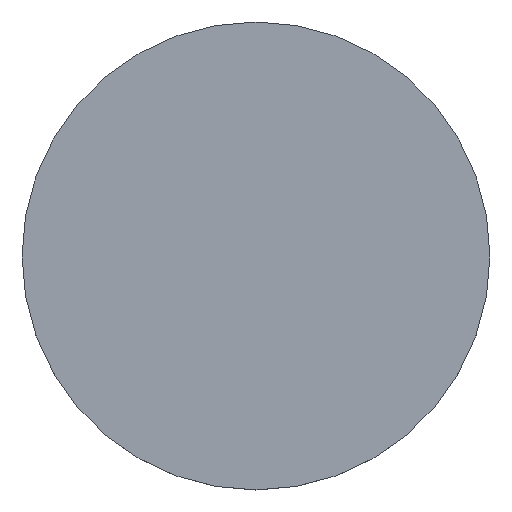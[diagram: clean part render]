
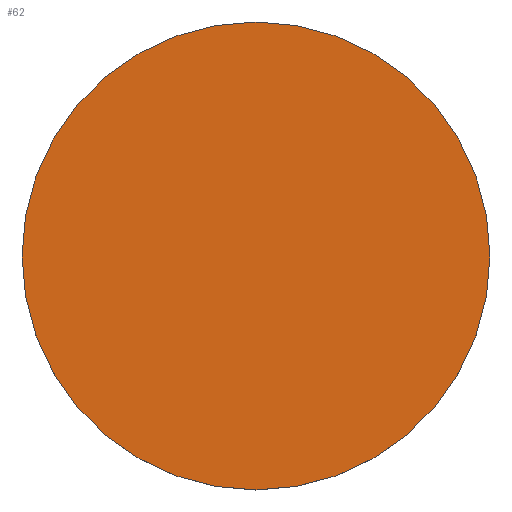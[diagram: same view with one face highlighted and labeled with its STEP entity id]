
A CAD part, top view. The second image highlights one B-rep face of the part: STEP entity #62.
In plain terms, the highlighted planar face has unit normal (0, 0, 1).
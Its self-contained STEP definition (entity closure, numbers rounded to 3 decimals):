
#21 = DIRECTION ( 'NONE',  ( 0., 0., 1. ) ) ;
#23 = CARTESIAN_POINT ( 'NONE',  ( 12.7, 0., 1.52 ) ) ;
#28 = AXIS2_PLACEMENT_3D ( 'NONE', #95, #21, #140 ) ;
#36 = DIRECTION ( 'NONE',  ( 1., 0., 0. ) ) ;
#54 = CARTESIAN_POINT ( 'NONE',  ( 0., 0., 1.52 ) ) ;
#58 = AXIS2_PLACEMENT_3D ( 'NONE', #54, #110, #36 ) ;
#61 = VERTEX_POINT ( 'NONE', #150 ) ;
#62 = ADVANCED_FACE ( 'NONE', ( #165 ), #88, .T. ) ;
#66 = EDGE_LOOP ( 'NONE', ( #87, #70 ) ) ;
#70 = ORIENTED_EDGE ( 'NONE', *, *, #149, .T. ) ;
#73 = DIRECTION ( 'NONE',  ( 1., 0., 0. ) ) ;
#87 = ORIENTED_EDGE ( 'NONE', *, *, #130, .T. ) ;
#88 = PLANE ( 'NONE',  #104 ) ;
#95 = CARTESIAN_POINT ( 'NONE',  ( 0., 0., 1.52 ) ) ;
#104 = AXIS2_PLACEMENT_3D ( 'NONE', #134, #111, #73 ) ;
#110 = DIRECTION ( 'NONE',  ( 0., 0., 1. ) ) ;
#111 = DIRECTION ( 'NONE',  ( 0., 0., 1. ) ) ;
#130 = EDGE_CURVE ( 'NONE', #61, #146, #143, .T. ) ;
#134 = CARTESIAN_POINT ( 'NONE',  ( 0., 0., 1.52 ) ) ;
#140 = DIRECTION ( 'NONE',  ( 1., 0., 0. ) ) ;
#143 = CIRCLE ( 'NONE', #58, 12.7 ) ;
#146 = VERTEX_POINT ( 'NONE', #23 ) ;
#149 = EDGE_CURVE ( 'NONE', #146, #61, #151, .T. ) ;
#150 = CARTESIAN_POINT ( 'NONE',  ( -12.7, 0., 1.52 ) ) ;
#151 = CIRCLE ( 'NONE', #28, 12.7 ) ;
#165 = FACE_OUTER_BOUND ( 'NONE', #66, .T. ) ;
